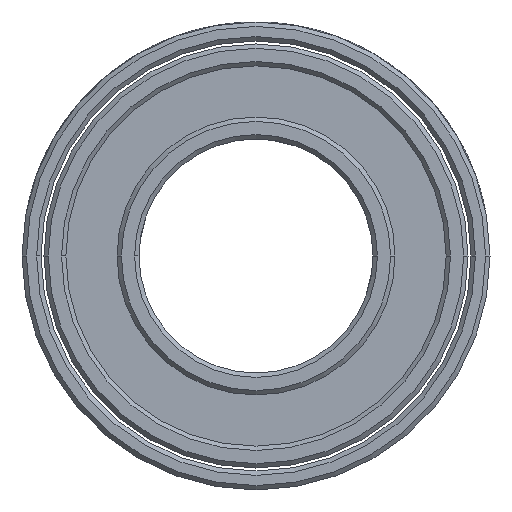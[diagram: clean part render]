
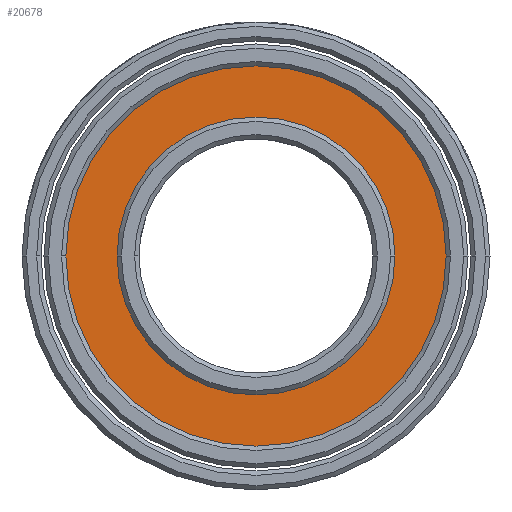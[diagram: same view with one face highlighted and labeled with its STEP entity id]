
A CAD part, front view. The second image highlights one B-rep face of the part: STEP entity #20678.
In plain terms, the highlighted planar face has unit normal (0, -1, 0).
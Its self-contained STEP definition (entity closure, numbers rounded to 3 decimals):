
#490 = VERTEX_POINT ( 'NONE', #25740 ) ;
#837 = DIRECTION ( 'NONE',  ( 1., 0., 0. ) ) ;
#990 = DIRECTION ( 'NONE',  ( 1., 0., 0. ) ) ;
#1204 = FACE_OUTER_BOUND ( 'NONE', #19810, .T. ) ;
#1713 = CARTESIAN_POINT ( 'NONE',  ( -6.5, -11.5, 0. ) ) ;
#1969 = AXIS2_PLACEMENT_3D ( 'NONE', #14582, #20638, #837 ) ;
#2591 = AXIS2_PLACEMENT_3D ( 'NONE', #16957, #24968, #16829 ) ;
#3508 = AXIS2_PLACEMENT_3D ( 'NONE', #19405, #11221, #23480 ) ;
#3509 = ORIENTED_EDGE ( 'NONE', *, *, #19256, .T. ) ;
#3571 = DIRECTION ( 'NONE',  ( 0., 0., -1. ) ) ;
#3862 = EDGE_LOOP ( 'NONE', ( #7841, #20191 ) ) ;
#4490 = CIRCLE ( 'NONE', #1969, 6.5 ) ;
#4695 = EDGE_CURVE ( 'NONE', #25035, #15584, #5985, .T. ) ;
#5283 = CARTESIAN_POINT ( 'NONE',  ( 4.75, -11.5, 0. ) ) ;
#5314 = AXIS2_PLACEMENT_3D ( 'NONE', #5283, #5413, #3571 ) ;
#5413 = DIRECTION ( 'NONE',  ( 0., -1., 0. ) ) ;
#5985 = CIRCLE ( 'NONE', #17373, 6.5 ) ;
#7105 = ORIENTED_EDGE ( 'NONE', *, *, #4695, .T. ) ;
#7841 = ORIENTED_EDGE ( 'NONE', *, *, #23178, .F. ) ;
#8063 = CIRCLE ( 'NONE', #2591, 4.75 ) ;
#8419 = CARTESIAN_POINT ( 'NONE',  ( -4.75, -11.5, 0. ) ) ;
#9381 = PLANE ( 'NONE',  #5314 ) ;
#11221 = DIRECTION ( 'NONE',  ( 0., -1., 0. ) ) ;
#14582 = CARTESIAN_POINT ( 'NONE',  ( 0., -11.5, 0. ) ) ;
#15584 = VERTEX_POINT ( 'NONE', #21046 ) ;
#16829 = DIRECTION ( 'NONE',  ( 1., 0., 0. ) ) ;
#16957 = CARTESIAN_POINT ( 'NONE',  ( 0., -11.5, 0. ) ) ;
#17231 = DIRECTION ( 'NONE',  ( 0., -1., 0. ) ) ;
#17373 = AXIS2_PLACEMENT_3D ( 'NONE', #20913, #17231, #990 ) ;
#17411 = CIRCLE ( 'NONE', #3508, 4.75 ) ;
#18385 = VERTEX_POINT ( 'NONE', #8419 ) ;
#19256 = EDGE_CURVE ( 'NONE', #15584, #25035, #4490, .T. ) ;
#19405 = CARTESIAN_POINT ( 'NONE',  ( 0., -11.5, 0. ) ) ;
#19810 = EDGE_LOOP ( 'NONE', ( #3509, #7105 ) ) ;
#20191 = ORIENTED_EDGE ( 'NONE', *, *, #24594, .F. ) ;
#20638 = DIRECTION ( 'NONE',  ( 0., -1., 0. ) ) ;
#20678 = ADVANCED_FACE ( 'NONE', ( #1204, #23493 ), #9381, .T. ) ;
#20913 = CARTESIAN_POINT ( 'NONE',  ( 0., -11.5, 0. ) ) ;
#21046 = CARTESIAN_POINT ( 'NONE',  ( 6.5, -11.5, 0. ) ) ;
#23178 = EDGE_CURVE ( 'NONE', #490, #18385, #17411, .T. ) ;
#23480 = DIRECTION ( 'NONE',  ( 1., 0., 0. ) ) ;
#23493 = FACE_BOUND ( 'NONE', #3862, .T. ) ;
#24594 = EDGE_CURVE ( 'NONE', #18385, #490, #8063, .T. ) ;
#24968 = DIRECTION ( 'NONE',  ( 0., -1., 0. ) ) ;
#25035 = VERTEX_POINT ( 'NONE', #1713 ) ;
#25740 = CARTESIAN_POINT ( 'NONE',  ( 4.75, -11.5, 0. ) ) ;
